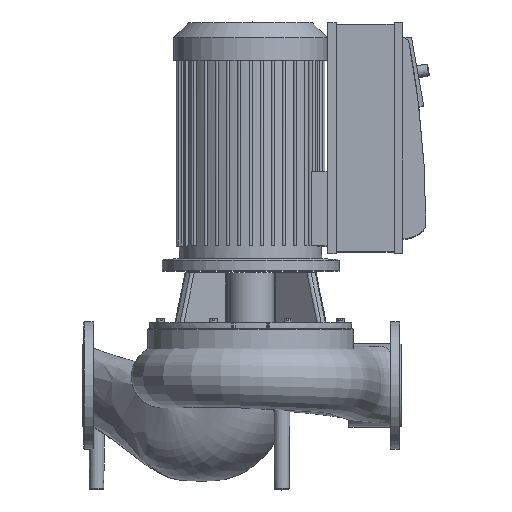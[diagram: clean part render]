
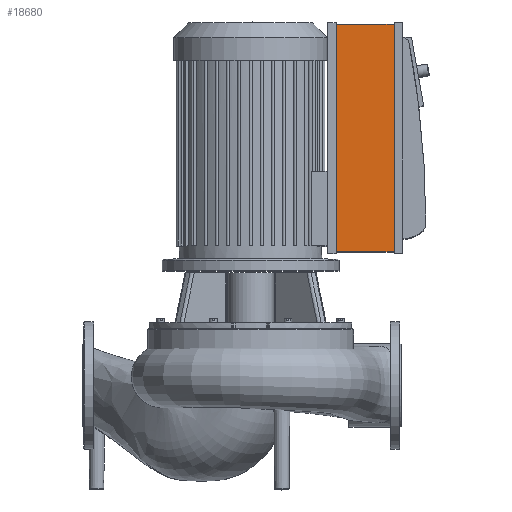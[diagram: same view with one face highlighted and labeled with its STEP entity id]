
A CAD part, top view. The second image highlights one B-rep face of the part: STEP entity #18680.
In plain terms, the highlighted planar face has unit normal (0, 0, 1).
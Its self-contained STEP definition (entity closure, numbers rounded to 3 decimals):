
#2607=FACE_OUTER_BOUND($,#3794,.T.);
#3794=EDGE_LOOP($,(#16613,#16614,#16615,#16616));
#5574=LINE($,#35643,#7225);
#5587=LINE($,#35670,#7238);
#5589=LINE($,#35674,#7240);
#5590=LINE($,#35675,#7241);
#7225=VECTOR($,#25250,393.);
#7238=VECTOR($,#25277,100.);
#7240=VECTOR($,#25281,100.);
#7241=VECTOR($,#25282,393.);
#8891=VERTEX_POINT($,#35640);
#8892=VERTEX_POINT($,#35642);
#8899=VERTEX_POINT($,#35669);
#8900=VERTEX_POINT($,#35673);
#11494=EDGE_CURVE($,#8892,#8891,#5574,.T.);
#11507=EDGE_CURVE($,#8899,#8892,#5587,.T.);
#11509=EDGE_CURVE($,#8900,#8891,#5589,.T.);
#11510=EDGE_CURVE($,#8899,#8900,#5590,.T.);
#16613=ORIENTED_EDGE($,*,*,#11494,.T.);
#16614=ORIENTED_EDGE($,*,*,#11509,.F.);
#16615=ORIENTED_EDGE($,*,*,#11510,.F.);
#16616=ORIENTED_EDGE($,*,*,#11507,.T.);
#17653=PLANE($,#20390);
#18680=ADVANCED_FACE($,(#2607),#17653,.T.);
#20390=AXIS2_PLACEMENT_3D($,#35672,#25279,#25280);
#25250=DIRECTION($,(0.,1.,0.));
#25277=DIRECTION($,(1.,0.,0.));
#25279=DIRECTION('center_axis',(0.,0.,1.));
#25280=DIRECTION('ref_axis',(1.,0.,0.));
#25281=DIRECTION($,(1.,0.,0.));
#25282=DIRECTION($,(0.,1.,0.));
#35640=CARTESIAN_POINT('',(538.,623.5,367.5));
#35642=CARTESIAN_POINT('',(538.,230.5,367.5));
#35643=CARTESIAN_POINT($,(538.,623.5,367.5));
#35669=CARTESIAN_POINT('',(438.,230.5,367.5));
#35670=CARTESIAN_POINT($,(438.,230.5,367.5));
#35672=CARTESIAN_POINT('Origin',(438.,230.5,367.5));
#35673=CARTESIAN_POINT('',(438.,623.5,367.5));
#35674=CARTESIAN_POINT($,(438.,623.5,367.5));
#35675=CARTESIAN_POINT($,(438.,328.75,367.5));
